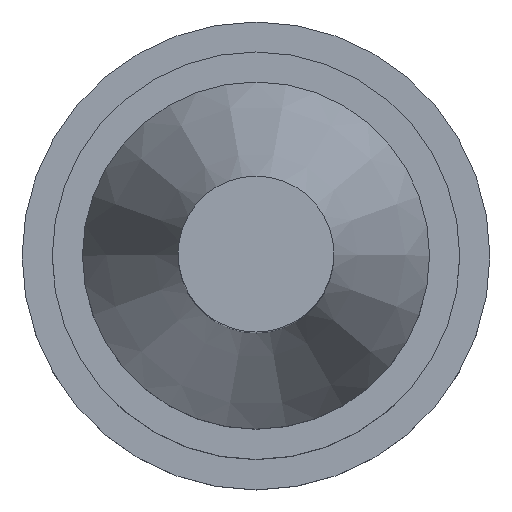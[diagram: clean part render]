
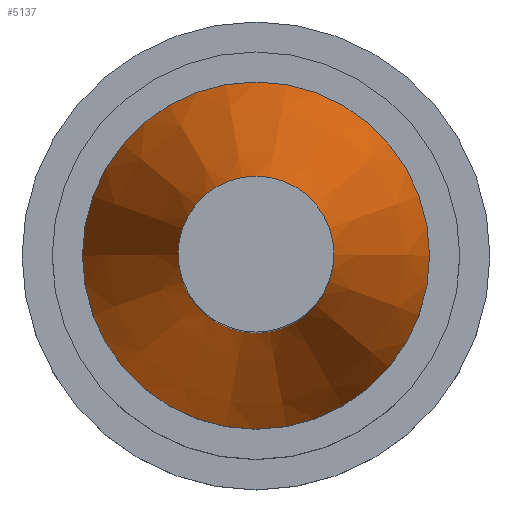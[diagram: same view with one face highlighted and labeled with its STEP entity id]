
A CAD part, top view. The second image highlights one B-rep face of the part: STEP entity #5137.
In plain terms, the highlighted conical face has half-angle 18.138 degrees and reference radius 17.25 mm.
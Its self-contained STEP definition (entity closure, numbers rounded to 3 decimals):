
#12=CONICAL_SURFACE($,#5327,17.25,18.138);
#56=CIRCLE($,#5325,7.75);
#57=CIRCLE($,#5328,17.25);
#340=FACE_OUTER_BOUND($,#1739,.T.);
#1404=FACE_BOUND($,#1740,.T.);
#1739=EDGE_LOOP($,(#4676));
#1740=EDGE_LOOP($,(#4677));
#2502=VERTEX_POINT($,#9712);
#2503=VERTEX_POINT($,#9716);
#3232=EDGE_CURVE($,#2502,#2502,#56,.T.);
#3233=EDGE_CURVE($,#2503,#2503,#57,.T.);
#4676=ORIENTED_EDGE($,*,*,#3233,.F.);
#4677=ORIENTED_EDGE($,*,*,#3232,.T.);
#5137=ADVANCED_FACE($,(#340,#1404),#12,.T.);
#5325=AXIS2_PLACEMENT_3D($,#9713,#6137,#6138);
#5327=AXIS2_PLACEMENT_3D($,#9715,#6141,#6142);
#5328=AXIS2_PLACEMENT_3D($,#9717,#6143,#6144);
#6137=DIRECTION('center_axis',(0.,0.,-1.));
#6138=DIRECTION('ref_axis',(-1.,0.,0.));
#6141=DIRECTION('center_axis',(0.,0.,-1.));
#6142=DIRECTION('ref_axis',(1.,0.,0.));
#6143=DIRECTION('center_axis',(0.,0.,-1.));
#6144=DIRECTION('ref_axis',(-1.,0.,0.));
#9712=CARTESIAN_POINT('',(-7.75,0.,68.2));
#9713=CARTESIAN_POINT('Origin',(0.,0.,68.2));
#9715=CARTESIAN_POINT('Origin',(0.,0.,39.2));
#9716=CARTESIAN_POINT('',(17.25,0.,39.2));
#9717=CARTESIAN_POINT('Origin',(0.,0.,39.2));
